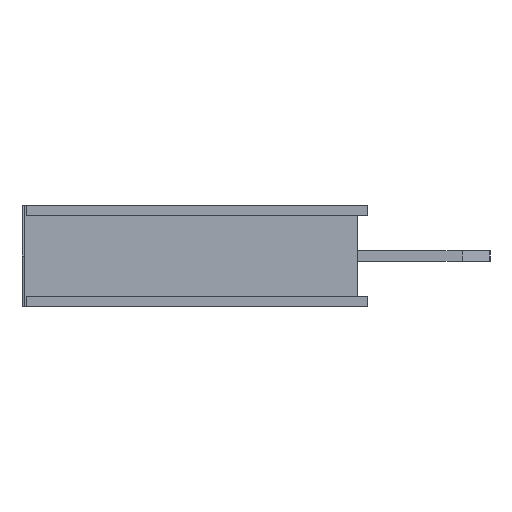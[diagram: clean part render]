
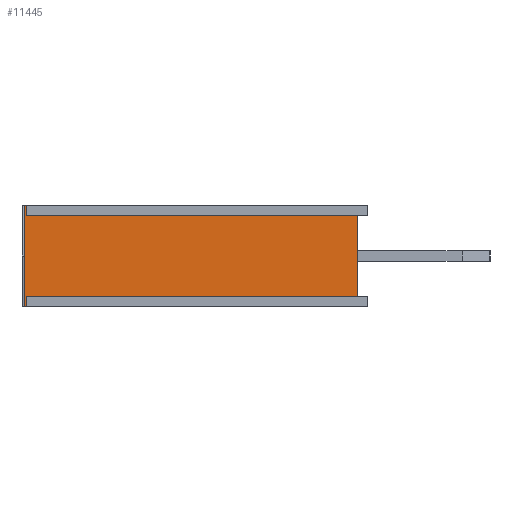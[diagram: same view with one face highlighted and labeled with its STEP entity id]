
A CAD part, left-side view. The second image highlights one B-rep face of the part: STEP entity #11445.
In plain terms, the highlighted planar face has unit normal (-1, 0, 0).
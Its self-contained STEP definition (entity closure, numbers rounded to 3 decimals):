
#443=FACE_OUTER_BOUND('',#1094,.T.);
#1094=EDGE_LOOP('',(#8882,#8883,#8884,#8885,#8886,#8887,#8888,#8889));
#2329=LINE('',#17239,#3937);
#2330=LINE('',#17241,#3938);
#2331=LINE('',#17243,#3939);
#2332=LINE('',#17245,#3940);
#2333=LINE('',#17247,#3941);
#2334=LINE('',#17249,#3942);
#2335=LINE('',#17251,#3943);
#2336=LINE('',#17252,#3944);
#3937=VECTOR('',#14097,10.);
#3938=VECTOR('',#14098,10.);
#3939=VECTOR('',#14099,10.);
#3940=VECTOR('',#14100,10.);
#3941=VECTOR('',#14101,10.);
#3942=VECTOR('',#14102,10.);
#3943=VECTOR('',#14103,10.);
#3944=VECTOR('',#14104,10.);
#5209=VERTEX_POINT('',#17237);
#5210=VERTEX_POINT('',#17238);
#5211=VERTEX_POINT('',#17240);
#5212=VERTEX_POINT('',#17242);
#5213=VERTEX_POINT('',#17244);
#5214=VERTEX_POINT('',#17246);
#5215=VERTEX_POINT('',#17248);
#5216=VERTEX_POINT('',#17250);
#6569=EDGE_CURVE('',#5209,#5210,#2329,.T.);
#6570=EDGE_CURVE('',#5211,#5210,#2330,.T.);
#6571=EDGE_CURVE('',#5212,#5211,#2331,.T.);
#6572=EDGE_CURVE('',#5213,#5212,#2332,.T.);
#6573=EDGE_CURVE('',#5214,#5213,#2333,.T.);
#6574=EDGE_CURVE('',#5215,#5214,#2334,.T.);
#6575=EDGE_CURVE('',#5216,#5215,#2335,.T.);
#6576=EDGE_CURVE('',#5209,#5216,#2336,.T.);
#8882=ORIENTED_EDGE('',*,*,#6569,.T.);
#8883=ORIENTED_EDGE('',*,*,#6570,.F.);
#8884=ORIENTED_EDGE('',*,*,#6571,.F.);
#8885=ORIENTED_EDGE('',*,*,#6572,.F.);
#8886=ORIENTED_EDGE('',*,*,#6573,.F.);
#8887=ORIENTED_EDGE('',*,*,#6574,.F.);
#8888=ORIENTED_EDGE('',*,*,#6575,.F.);
#8889=ORIENTED_EDGE('',*,*,#6576,.F.);
#10805=PLANE('',#12117);
#11445=ADVANCED_FACE('',(#443),#10805,.F.);
#12117=AXIS2_PLACEMENT_3D('',#17236,#14095,#14096);
#14095=DIRECTION('center_axis',(1.,0.,0.));
#14096=DIRECTION('ref_axis',(0.,0.,-1.));
#14097=DIRECTION('',(0.,0.,1.));
#14098=DIRECTION('',(0.,-1.,0.));
#14099=DIRECTION('',(0.,0.,-1.));
#14100=DIRECTION('',(0.,-1.,0.));
#14101=DIRECTION('',(0.,0.,1.));
#14102=DIRECTION('',(0.,1.,0.));
#14103=DIRECTION('',(0.,0.,-1.));
#14104=DIRECTION('',(0.,1.,0.));
#17236=CARTESIAN_POINT('Origin',(-0.02,0.,2.5));
#17237=CARTESIAN_POINT('',(-0.02,0.25,0.25));
#17238=CARTESIAN_POINT('',(-0.02,0.25,2.25));
#17239=CARTESIAN_POINT('',(-0.02,0.25,1.875));
#17240=CARTESIAN_POINT('',(-0.02,8.4,2.25));
#17241=CARTESIAN_POINT('',(-0.02,4.25,2.25));
#17242=CARTESIAN_POINT('',(-0.02,8.4,2.5));
#17243=CARTESIAN_POINT('',(-0.02,8.4,2.5));
#17244=CARTESIAN_POINT('',(-0.02,8.45,2.5));
#17245=CARTESIAN_POINT('',(-0.02,0.,2.5));
#17246=CARTESIAN_POINT('',(-0.02,8.45,0.));
#17247=CARTESIAN_POINT('',(-0.02,8.45,1.25));
#17248=CARTESIAN_POINT('',(-0.02,8.4,0.));
#17249=CARTESIAN_POINT('',(-0.02,0.,0.));
#17250=CARTESIAN_POINT('',(-0.02,8.4,0.25));
#17251=CARTESIAN_POINT('',(-0.02,8.4,2.5));
#17252=CARTESIAN_POINT('',(-0.02,0.,0.25));
